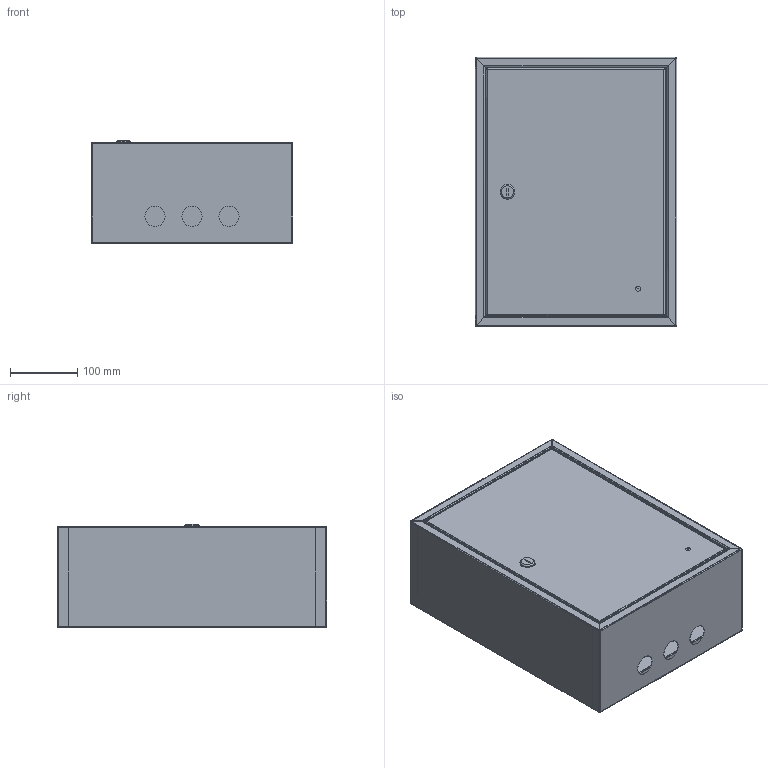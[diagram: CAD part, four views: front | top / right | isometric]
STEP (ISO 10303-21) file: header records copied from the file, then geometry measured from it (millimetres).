
FILE_DESCRIPTION (( 'STEP AP203' ), '1' );
FILE_NAME ('ﾙﾌﾏ-40.30.15 (ﾙﾌﾏ-04) IP31 EKF Basic.STEP', '2021-07-13T08:31:34', ( '' ), ( '' ), 'SwSTEP 2.0', 'SolidWorks 2021', '' );
FILE_SCHEMA (( 'CONFIG_CONTROL_DESIGN' ));
Length unit declared in the file: millimetre
Products named in the file (16): Çàêëåïêà ãàå÷íàÿ Ì4_Œ8; ÌÈ-1658.01.01.001 Ñòåíêà ïðàâàÿ; hex flange nut_din_Hexagon Flange Nut DIN 6923 - M6 - N; pan head cross recess screw_din_ISO 7045 - M4 x 16 - Z --- 16N; ÌÈ-1658.02.00.000 ÑÁ Äâåðü â ñáîðå; Çàìîê ïî÷òîâûé; ﾙﾌﾏ-40.30.15 (ﾙﾌﾏ-04) IP31 EKF Basic; ÌÈ-1658.01.00.000 ÑÁ Êîðïóñ â ñáîðå; ÌÈ-1658.01.01.000 ÑÁ Ñòåíêà ïðàâàÿ â ñáîðå; ÌÈ-1658.01.02.000 ÑÁ Ñòåíêà çàäíÿÿ â ñáîðå; Øïèëüêà Ì6õ12; ÌÈ-1658.01.02.001 Ñòåíêà çàäíÿÿ; ﾌﾈ-1658.02.00.001 ﾄ粢; ÌÈ-1658.01.00.001 Ñòåíêà ëåâàÿ; Øïèëüêà Ì6õ20; ÌÈ-1658.00.00.001 Ïàíåëü ìîíòàæíàÿ
Assembly tree (20 placements, depth 4):
  ﾙﾌﾏ-40.30.15 (ﾙﾌﾏ-04) IP31 EKF Basic
    ÌÈ-1658.01.00.000 ÑÁ Êîðïóñ â ñáîðå
      ÌÈ-1658.01.01.000 ÑÁ Ñòåíêà ïðàâàÿ â ñáîðå
        ÌÈ-1658.01.01.001 Ñòåíêà ïðàâàÿ
        Øïèëüêà Ì6õ12
      ÌÈ-1658.01.02.000 ÑÁ Ñòåíêà çàäíÿÿ â ñáîðå
        ÌÈ-1658.01.02.001 Ñòåíêà çàäíÿÿ
        Øïèëüêà Ì6õ20  x2
      ÌÈ-1658.01.00.001 Ñòåíêà ëåâàÿ
    ÌÈ-1658.02.00.000 ÑÁ Äâåðü â ñáîðå
      ﾌﾈ-1658.02.00.001 ﾄ粢
      Çàêëåïêà ãàå÷íàÿ Ì4_Œ8  x2
      Øïèëüêà Ì6õ12
    hex flange nut_din_Hexagon Flange Nut DIN 6923 - M6 - N  x2
    pan head cross recess screw_din_ISO 7045 - M4 x 16 - Z --- 16N  x2
    ÌÈ-1658.00.00.001 Ïàíåëü ìîíòàæíàÿ
    Çàìîê ïî÷òîâûé
Bounding box: 300 x 400 x 153.6 mm (x, y, z)
Volume: 372463.9 mm3; surface area: 1222463.4 mm2
Topology: 16 solids, 16 shells, 860 faces, 2062 edges, 1264 vertices
Faces by surface type: plane 424, bspline 171, cylinder 167, cone 74, torus 20, sphere 4
Entity records: 24159 total; most frequent: CARTESIAN_POINT 8807, ORIENTED_EDGE 2900, DIRECTION 2540, EDGE_CURVE 1450, VECTOR 896, LINE 896, VERTEX_POINT 875, AXIS2_PLACEMENT_3D 822
